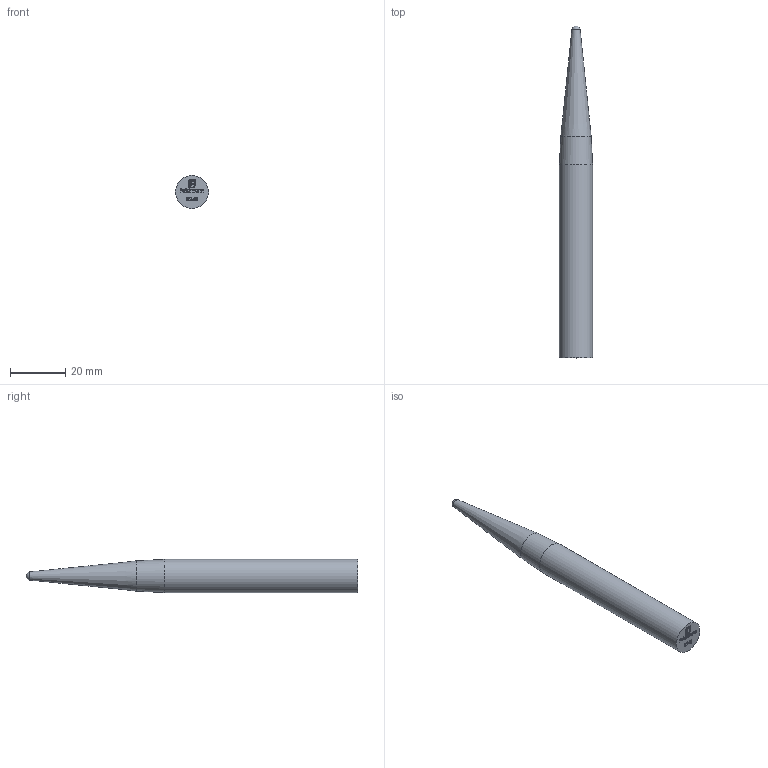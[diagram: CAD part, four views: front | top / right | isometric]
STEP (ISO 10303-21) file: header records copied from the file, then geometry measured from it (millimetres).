
FILE_DESCRIPTION (( 'STEP AP203' ), '1' );
FILE_NAME ('3243.STEP', '2023-04-18T09:18:56', ( '' ), ( '' ), 'SwSTEP 2.0', 'SolidWorks 2018', '' );
FILE_SCHEMA (( 'CONFIG_CONTROL_DESIGN' ));
Length unit declared in the file: millimetre
Products named in the file (1): 3243
Bounding box: 12 x 120 x 12 mm (x, y, z)
Volume: 10630.4 mm3; surface area: 3993.9 mm2
Topology: 1 solids, 1 shells, 225 faces, 617 edges, 411 vertices
Faces by surface type: plane 119, bspline 102, cylinder 1, torus 1, cone 1, sphere 1
Full cylindrical faces by diameter (mm): 12 x1
Entity records: 11516 total; most frequent: CARTESIAN_POINT 6439, ORIENTED_EDGE 1226, DIRECTION 661, EDGE_CURVE 613, VERTEX_POINT 410, LINE 405, VECTOR 405, EDGE_LOOP 245
